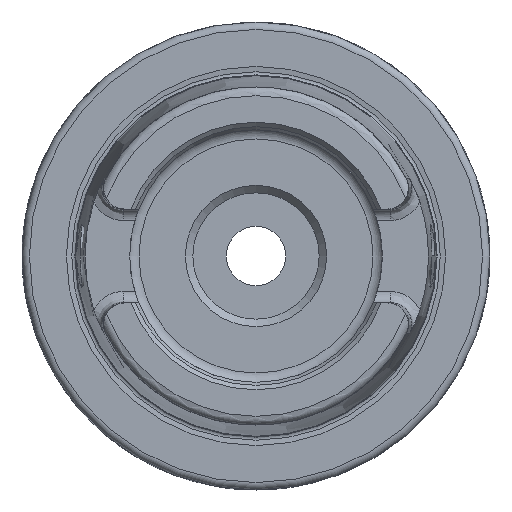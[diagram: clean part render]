
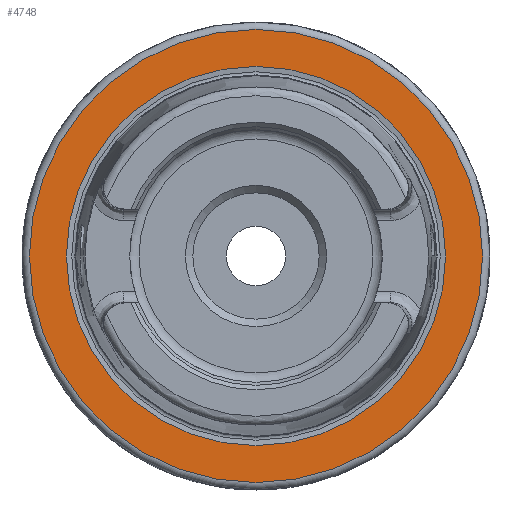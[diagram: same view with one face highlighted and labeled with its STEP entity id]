
A CAD part, left-side view. The second image highlights one B-rep face of the part: STEP entity #4748.
In plain terms, the highlighted planar face has unit normal (-1, 0, 0).
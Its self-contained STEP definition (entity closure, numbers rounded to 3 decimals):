
#179=FACE_BOUND('',#612,.T.);
#217=PLANE('',#5111);
#340=FACE_OUTER_BOUND('',#611,.T.);
#611=EDGE_LOOP('',(#3423,#3424));
#612=EDGE_LOOP('',(#3425,#3426));
#909=CIRCLE('',#5109,30.5);
#910=CIRCLE('',#5110,30.5);
#911=CIRCLE('',#5112,25.521);
#912=CIRCLE('',#5113,25.521);
#1928=VERTEX_POINT('',#7579);
#1929=VERTEX_POINT('',#7581);
#1930=VERTEX_POINT('',#7585);
#1931=VERTEX_POINT('',#7586);
#2499=EDGE_CURVE('',#1928,#1929,#909,.T.);
#2500=EDGE_CURVE('',#1929,#1928,#910,.T.);
#2501=EDGE_CURVE('',#1930,#1931,#911,.T.);
#2502=EDGE_CURVE('',#1931,#1930,#912,.T.);
#3423=ORIENTED_EDGE('',*,*,#2500,.F.);
#3424=ORIENTED_EDGE('',*,*,#2499,.F.);
#3425=ORIENTED_EDGE('',*,*,#2501,.T.);
#3426=ORIENTED_EDGE('',*,*,#2502,.T.);
#4748=ADVANCED_FACE('',(#340,#179),#217,.T.);
#5109=AXIS2_PLACEMENT_3D('',#7582,#5841,#5842);
#5110=AXIS2_PLACEMENT_3D('',#7583,#5843,#5844);
#5111=AXIS2_PLACEMENT_3D('',#7584,#5845,#5846);
#5112=AXIS2_PLACEMENT_3D('',#7587,#5847,#5848);
#5113=AXIS2_PLACEMENT_3D('',#7588,#5849,#5850);
#5841=DIRECTION('center_axis',(1.,0.,0.));
#5842=DIRECTION('ref_axis',(0.,0.,-1.));
#5843=DIRECTION('center_axis',(1.,0.,0.));
#5844=DIRECTION('ref_axis',(0.,0.,-1.));
#5845=DIRECTION('center_axis',(-1.,0.,0.));
#5846=DIRECTION('ref_axis',(0.,0.,1.));
#5847=DIRECTION('center_axis',(1.,0.,0.));
#5848=DIRECTION('ref_axis',(0.,0.,-1.));
#5849=DIRECTION('center_axis',(1.,0.,0.));
#5850=DIRECTION('ref_axis',(0.,0.,-1.));
#7579=CARTESIAN_POINT('',(0.,0.,30.5));
#7581=CARTESIAN_POINT('',(0.,30.5,0.));
#7582=CARTESIAN_POINT('Origin',(0.,0.,
0.));
#7583=CARTESIAN_POINT('Origin',(0.,0.,
0.));
#7584=CARTESIAN_POINT('Origin',(0.,30.5,0.));
#7585=CARTESIAN_POINT('',(0.,25.521,0.));
#7586=CARTESIAN_POINT('',(0.,-25.521,0.));
#7587=CARTESIAN_POINT('Origin',(0.,0.,
0.));
#7588=CARTESIAN_POINT('Origin',(0.,0.,
0.));
